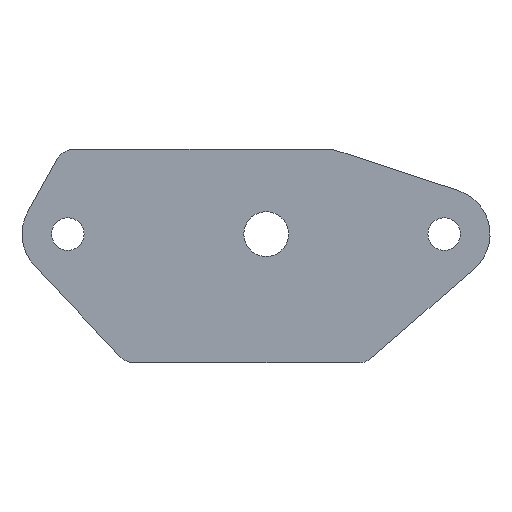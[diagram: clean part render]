
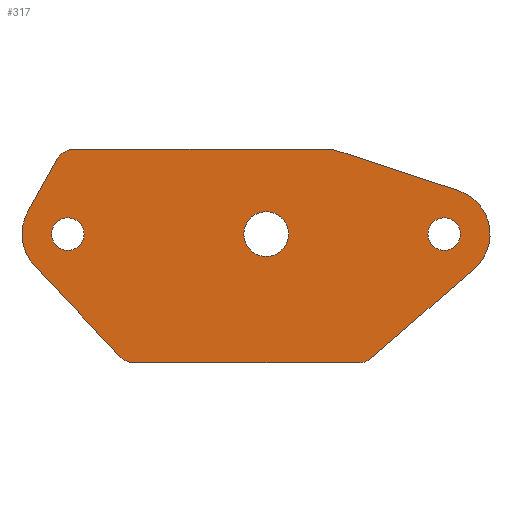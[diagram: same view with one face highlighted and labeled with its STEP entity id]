
A CAD part, left-side view. The second image highlights one B-rep face of the part: STEP entity #317.
In plain terms, the highlighted planar face has unit normal (-1, 0, 0).
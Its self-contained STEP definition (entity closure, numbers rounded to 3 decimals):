
#15=FACE_BOUND('',#49,.T.);
#16=FACE_BOUND('',#50,.T.);
#17=FACE_BOUND('',#51,.T.);
#22=PLANE('',#350);
#31=FACE_OUTER_BOUND('',#48,.T.);
#48=EDGE_LOOP('',(#224,#225,#226,#227,#228,#229,#230,#231,#232,#233,#234,
#235));
#49=EDGE_LOOP('',(#236));
#50=EDGE_LOOP('',(#237));
#51=EDGE_LOOP('',(#238));
#71=LINE('',#492,#98);
#74=LINE('',#498,#101);
#75=LINE('',#502,#102);
#76=LINE('',#506,#103);
#77=LINE('',#510,#104);
#78=LINE('',#514,#105);
#98=VECTOR('',#393,10.);
#101=VECTOR('',#398,10.);
#102=VECTOR('',#401,10.);
#103=VECTOR('',#404,10.);
#104=VECTOR('',#407,10.);
#105=VECTOR('',#410,10.);
#124=CIRCLE('',#348,3.);
#125=CIRCLE('',#351,2.);
#126=CIRCLE('',#352,4.5);
#127=CIRCLE('',#353,2.);
#128=CIRCLE('',#354,2.);
#129=CIRCLE('',#355,4.5);
#130=CIRCLE('',#356,2.2);
#131=CIRCLE('',#357,1.6);
#132=CIRCLE('',#358,1.6);
#143=VERTEX_POINT('',#485);
#144=VERTEX_POINT('',#487);
#145=VERTEX_POINT('',#491);
#147=VERTEX_POINT('',#497);
#148=VERTEX_POINT('',#499);
#149=VERTEX_POINT('',#501);
#150=VERTEX_POINT('',#503);
#151=VERTEX_POINT('',#505);
#152=VERTEX_POINT('',#507);
#153=VERTEX_POINT('',#509);
#154=VERTEX_POINT('',#511);
#155=VERTEX_POINT('',#513);
#156=VERTEX_POINT('',#516);
#157=VERTEX_POINT('',#518);
#158=VERTEX_POINT('',#520);
#173=EDGE_CURVE('',#143,#144,#124,.T.);
#175=EDGE_CURVE('',#144,#145,#71,.T.);
#178=EDGE_CURVE('',#143,#147,#74,.T.);
#179=EDGE_CURVE('',#148,#147,#125,.T.);
#180=EDGE_CURVE('',#148,#149,#75,.T.);
#181=EDGE_CURVE('',#150,#149,#126,.T.);
#182=EDGE_CURVE('',#151,#150,#76,.T.);
#183=EDGE_CURVE('',#152,#151,#127,.T.);
#184=EDGE_CURVE('',#152,#153,#77,.T.);
#185=EDGE_CURVE('',#154,#153,#128,.T.);
#186=EDGE_CURVE('',#154,#155,#78,.T.);
#187=EDGE_CURVE('',#145,#155,#129,.T.);
#188=EDGE_CURVE('',#156,#156,#130,.T.);
#189=EDGE_CURVE('',#157,#157,#131,.T.);
#190=EDGE_CURVE('',#158,#158,#132,.T.);
#224=ORIENTED_EDGE('',*,*,#173,.F.);
#225=ORIENTED_EDGE('',*,*,#178,.T.);
#226=ORIENTED_EDGE('',*,*,#179,.F.);
#227=ORIENTED_EDGE('',*,*,#180,.T.);
#228=ORIENTED_EDGE('',*,*,#181,.F.);
#229=ORIENTED_EDGE('',*,*,#182,.F.);
#230=ORIENTED_EDGE('',*,*,#183,.F.);
#231=ORIENTED_EDGE('',*,*,#184,.T.);
#232=ORIENTED_EDGE('',*,*,#185,.F.);
#233=ORIENTED_EDGE('',*,*,#186,.T.);
#234=ORIENTED_EDGE('',*,*,#187,.F.);
#235=ORIENTED_EDGE('',*,*,#175,.F.);
#236=ORIENTED_EDGE('',*,*,#188,.F.);
#237=ORIENTED_EDGE('',*,*,#189,.F.);
#238=ORIENTED_EDGE('',*,*,#190,.F.);
#317=ADVANCED_FACE('',(#31,#15,#16,#17),#22,.F.);
#348=AXIS2_PLACEMENT_3D('',#488,#388,#389);
#350=AXIS2_PLACEMENT_3D('',#496,#396,#397);
#351=AXIS2_PLACEMENT_3D('',#500,#399,#400);
#352=AXIS2_PLACEMENT_3D('',#504,#402,#403);
#353=AXIS2_PLACEMENT_3D('',#508,#405,#406);
#354=AXIS2_PLACEMENT_3D('',#512,#408,#409);
#355=AXIS2_PLACEMENT_3D('',#515,#411,#412);
#356=AXIS2_PLACEMENT_3D('',#517,#413,#414);
#357=AXIS2_PLACEMENT_3D('',#519,#415,#416);
#358=AXIS2_PLACEMENT_3D('',#521,#417,#418);
#388=DIRECTION('center_axis',(1.,0.,0.));
#389=DIRECTION('ref_axis',(0.,-0.158,0.987));
#393=DIRECTION('',(0.,-0.95,-0.312));
#396=DIRECTION('center_axis',(1.,0.,0.));
#397=DIRECTION('ref_axis',(0.,1.,0.));
#398=DIRECTION('',(0.,1.,0.));
#399=DIRECTION('center_axis',(1.,0.,0.));
#400=DIRECTION('ref_axis',(0.,0.507,0.862));
#401=DIRECTION('',(0.,0.487,-0.874));
#402=DIRECTION('center_axis',(1.,0.,0.));
#403=DIRECTION('ref_axis',(0.,1.,0.));
#404=DIRECTION('',(0.,0.684,0.729));
#405=DIRECTION('center_axis',(1.,0.,0.));
#406=DIRECTION('ref_axis',(0.,0.397,-0.918));
#407=DIRECTION('',(0.,-1.,0.));
#408=DIRECTION('center_axis',(1.,0.,0.));
#409=DIRECTION('ref_axis',(0.,-0.35,-0.937));
#410=DIRECTION('',(0.,-0.755,0.656));
#411=DIRECTION('center_axis',(1.,0.,0.));
#412=DIRECTION('ref_axis',(0.,1.,0.));
#413=DIRECTION('center_axis',(-1.,0.,0.));
#414=DIRECTION('ref_axis',(0.,1.,0.));
#415=DIRECTION('center_axis',(-1.,0.,0.));
#416=DIRECTION('ref_axis',(0.,1.,0.));
#417=DIRECTION('center_axis',(-1.,0.,0.));
#418=DIRECTION('ref_axis',(0.,1.,0.));
#485=CARTESIAN_POINT('',(0.,-6.02,8.35));
#487=CARTESIAN_POINT('',(0.,-6.956,8.2));
#488=CARTESIAN_POINT('Origin',(0.,-6.02,5.35));
#491=CARTESIAN_POINT('',(0.,-18.904,4.275));
#492=CARTESIAN_POINT('',(0.,-6.5,8.35));
#496=CARTESIAN_POINT('Origin',(0.,1.,-2.15));
#497=CARTESIAN_POINT('',(0.,18.825,8.35));
#498=CARTESIAN_POINT('',(0.,-22.,8.35));
#499=CARTESIAN_POINT('',(0.,20.572,7.323));
#500=CARTESIAN_POINT('Origin',(0.,18.825,6.35));
#501=CARTESIAN_POINT('',(0.,23.431,2.19));
#502=CARTESIAN_POINT('',(0.,20.,8.35));
#503=CARTESIAN_POINT('',(0.,22.781,-3.079));
#504=CARTESIAN_POINT('Origin',(0.,19.5,0.));
#505=CARTESIAN_POINT('',(0.,14.393,-12.019));
#506=CARTESIAN_POINT('',(0.,13.8,-12.65));
#507=CARTESIAN_POINT('',(0.,12.934,-12.65));
#508=CARTESIAN_POINT('Origin',(0.,12.934,-10.65));
#509=CARTESIAN_POINT('',(0.,-9.053,-12.65));
#510=CARTESIAN_POINT('',(0.,24.,-12.65));
#511=CARTESIAN_POINT('',(0.,-10.364,-12.16));
#512=CARTESIAN_POINT('Origin',(0.,-9.053,-10.65));
#513=CARTESIAN_POINT('',(0.,-20.451,-3.397));
#514=CARTESIAN_POINT('',(0.,-9.8,-12.65));
#515=CARTESIAN_POINT('Origin',(0.,-17.5,0.));
#516=CARTESIAN_POINT('',(0.,-2.2,0.));
#517=CARTESIAN_POINT('Origin',(0.,0.,0.));
#518=CARTESIAN_POINT('',(0.,-19.1,0.));
#519=CARTESIAN_POINT('Origin',(0.,-17.5,0.));
#520=CARTESIAN_POINT('',(0.,17.9,0.));
#521=CARTESIAN_POINT('Origin',(0.,19.5,0.));
